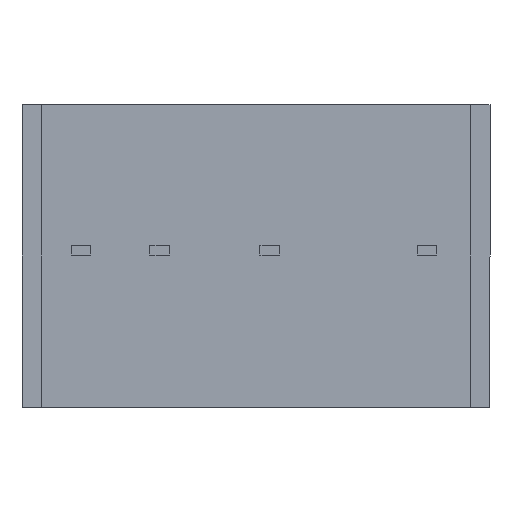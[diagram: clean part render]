
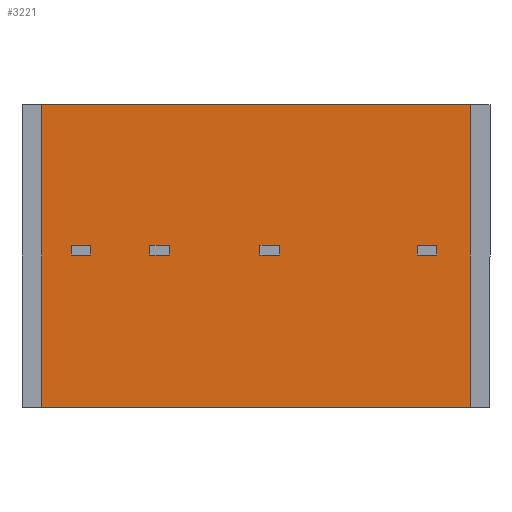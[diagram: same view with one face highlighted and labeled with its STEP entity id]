
A CAD part, front view. The second image highlights one B-rep face of the part: STEP entity #3221.
In plain terms, the highlighted planar face has unit normal (0, -1, 0).
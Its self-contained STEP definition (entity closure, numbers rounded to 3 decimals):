
#492 = CARTESIAN_POINT ( 'NONE',  ( -5.45, 0.5, -3.85 ) ) ;
#538 = DIRECTION ( 'NONE',  ( 1., 0., 0. ) ) ;
#797 = VECTOR ( 'NONE', #4617, 1000. ) ;
#831 = VERTEX_POINT ( 'NONE', #3604 ) ;
#859 = LINE ( 'NONE', #2801, #2805 ) ;
#1045 = DIRECTION ( 'NONE',  ( 0., 0., 1. ) ) ;
#1059 = CARTESIAN_POINT ( 'NONE',  ( 5.45, 0.5, -3.85 ) ) ;
#1194 = ORIENTED_EDGE ( 'NONE', *, *, #4638, .T. ) ;
#1213 = EDGE_CURVE ( 'NONE', #2407, #831, #859, .T. ) ;
#1340 = EDGE_CURVE ( 'NONE', #1601, #2407, #4568, .T. ) ;
#1351 = PLANE ( 'NONE',  #4675 ) ;
#1477 = VECTOR ( 'NONE', #2450, 1000. ) ;
#1601 = VERTEX_POINT ( 'NONE', #3878 ) ;
#1686 = CARTESIAN_POINT ( 'NONE',  ( -5.45, 0.5, 3.85 ) ) ;
#1791 = CARTESIAN_POINT ( 'NONE',  ( -5.45, 0.5, -3.85 ) ) ;
#1924 = ORIENTED_EDGE ( 'NONE', *, *, #4828, .T. ) ;
#2407 = VERTEX_POINT ( 'NONE', #1791 ) ;
#2450 = DIRECTION ( 'NONE',  ( -1., 0., 0. ) ) ;
#2558 = ORIENTED_EDGE ( 'NONE', *, *, #1340, .T. ) ;
#2625 = CARTESIAN_POINT ( 'NONE',  ( 5.45, 0.5, 3.85 ) ) ;
#2801 = CARTESIAN_POINT ( 'NONE',  ( -5.45, 0.5, -3.85 ) ) ;
#2805 = VECTOR ( 'NONE', #538, 1000. ) ;
#3203 = FACE_OUTER_BOUND ( 'NONE', #4439, .T. ) ;
#3221 = ADVANCED_FACE ( 'NONE', ( #3203 ), #1351, .F. ) ;
#3288 = VECTOR ( 'NONE', #1045, 1000. ) ;
#3604 = CARTESIAN_POINT ( 'NONE',  ( 5.45, 0.5, -3.85 ) ) ;
#3750 = LINE ( 'NONE', #1686, #1477 ) ;
#3878 = CARTESIAN_POINT ( 'NONE',  ( -5.45, 0.5, 3.85 ) ) ;
#3894 = VERTEX_POINT ( 'NONE', #2625 ) ;
#3972 = DIRECTION ( 'NONE',  ( 0., 0., 1. ) ) ;
#4280 = CARTESIAN_POINT ( 'NONE',  ( 0., 0.5, 0. ) ) ;
#4336 = DIRECTION ( 'NONE',  ( 0., 1., 0. ) ) ;
#4439 = EDGE_LOOP ( 'NONE', ( #1924, #1194, #2558, #4482 ) ) ;
#4482 = ORIENTED_EDGE ( 'NONE', *, *, #1213, .T. ) ;
#4568 = LINE ( 'NONE', #492, #797 ) ;
#4617 = DIRECTION ( 'NONE',  ( 0., 0., -1. ) ) ;
#4638 = EDGE_CURVE ( 'NONE', #3894, #1601, #3750, .T. ) ;
#4675 = AXIS2_PLACEMENT_3D ( 'NONE', #4280, #4336, #3972 ) ;
#4828 = EDGE_CURVE ( 'NONE', #831, #3894, #4829, .T. ) ;
#4829 = LINE ( 'NONE', #1059, #3288 ) ;
